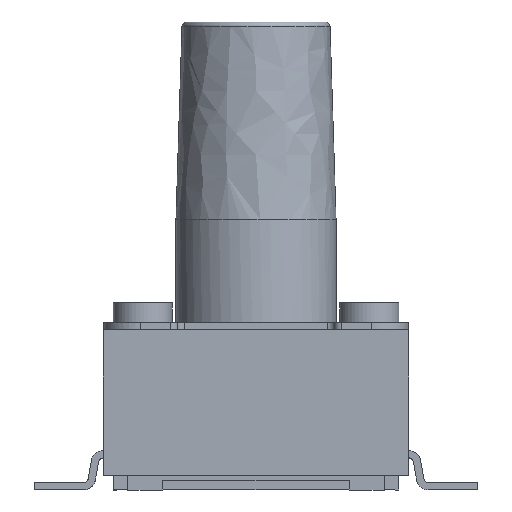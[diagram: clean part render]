
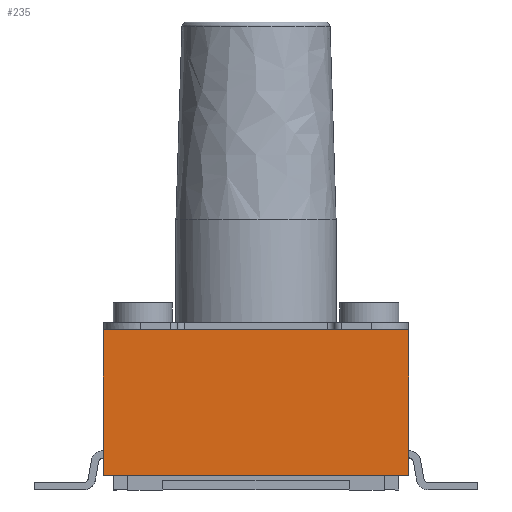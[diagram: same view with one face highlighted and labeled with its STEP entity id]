
A CAD part, front view. The second image highlights one B-rep face of the part: STEP entity #235.
In plain terms, the highlighted planar face has unit normal (0, -1, 0).
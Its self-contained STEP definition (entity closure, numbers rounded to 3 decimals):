
#235=ADVANCED_FACE('',(#391),#5653,.T.);
#391=FACE_OUTER_BOUND('',#549,.T.);
#549=EDGE_LOOP('',(#905,#906,#907,#908));
#905=ORIENTED_EDGE('',*,*,#3888,.T.);
#906=ORIENTED_EDGE('',*,*,#3789,.F.);
#907=ORIENTED_EDGE('',*,*,#3885,.F.);
#908=ORIENTED_EDGE('',*,*,#3826,.F.);
#1712=PCURVE('',#5622,#2520);
#1756=PCURVE('',#5627,#2564);
#1887=PCURVE('',#5652,#2695);
#1896=PCURVE('',#5653,#2704);
#1897=PCURVE('',#5653,#2705);
#1898=PCURVE('',#5653,#2706);
#1899=PCURVE('',#5653,#2707);
#1905=PCURVE('',#5654,#2713);
#2520=DEFINITIONAL_REPRESENTATION('',(#4303),#12452);
#2564=DEFINITIONAL_REPRESENTATION('',(#4382),#12452);
#2695=DEFINITIONAL_REPRESENTATION('',(#4572),#12452);
#2704=DEFINITIONAL_REPRESENTATION('',(#4584),#12452);
#2705=DEFINITIONAL_REPRESENTATION('',(#4585),#12452);
#2706=DEFINITIONAL_REPRESENTATION('',(#4586),#12452);
#2707=DEFINITIONAL_REPRESENTATION('',(#4587),#12452);
#2713=DEFINITIONAL_REPRESENTATION('',(#4595),#12452);
#3325=SURFACE_CURVE('',#4302,(#1712,#1897),.PCURVE_S1.);
#3362=SURFACE_CURVE('',#4381,(#1756,#1899),.PCURVE_S1.);
#3421=SURFACE_CURVE('',#4571,(#1887,#1898),.PCURVE_S1.);
#3424=SURFACE_CURVE('',#4583,(#1896,#1905),.PCURVE_S1.);
#3789=EDGE_CURVE('',#5341,#5340,#3325,.T.);
#3826=EDGE_CURVE('',#5370,#5372,#3362,.T.);
#3885=EDGE_CURVE('',#5372,#5341,#3421,.T.);
#3888=EDGE_CURVE('',#5370,#5340,#3424,.T.);
#4302=B_SPLINE_CURVE_WITH_KNOTS('',1,(#6284,#6285),.UNSPECIFIED.,.F.,.F.,
(2,2),(0.,6.2),.UNSPECIFIED.);
#4303=B_SPLINE_CURVE_WITH_KNOTS('',1,(#6286,#6287),.UNSPECIFIED.,.F.,.F.,
(2,2),(0.,6.2),.UNSPECIFIED.);
#4381=B_SPLINE_CURVE_WITH_KNOTS('',1,(#6572,#6573),.UNSPECIFIED.,.F.,.F.,
(2,2),(0.,6.2),.UNSPECIFIED.);
#4382=B_SPLINE_CURVE_WITH_KNOTS('',1,(#6574,#6575),.UNSPECIFIED.,.F.,.F.,
(2,2),(0.,6.2),.UNSPECIFIED.);
#4571=B_SPLINE_CURVE_WITH_KNOTS('',1,(#6956,#6957),.UNSPECIFIED.,.F.,.F.,
(2,2),(-2.95,0.),.UNSPECIFIED.);
#4572=B_SPLINE_CURVE_WITH_KNOTS('',1,(#6958,#6959),.UNSPECIFIED.,.F.,.F.,
(2,2),(-2.95,0.),.UNSPECIFIED.);
#4583=B_SPLINE_CURVE_WITH_KNOTS('',1,(#6984,#6985),.UNSPECIFIED.,.F.,.F.,
(2,2),(-2.95,0.),.UNSPECIFIED.);
#4584=B_SPLINE_CURVE_WITH_KNOTS('',1,(#6986,#6987),.UNSPECIFIED.,.F.,.F.,
(2,2),(-2.95,0.),.UNSPECIFIED.);
#4585=B_SPLINE_CURVE_WITH_KNOTS('',1,(#6988,#6989),.UNSPECIFIED.,.F.,.F.,
(2,2),(0.,6.2),.UNSPECIFIED.);
#4586=B_SPLINE_CURVE_WITH_KNOTS('',1,(#6990,#6991),.UNSPECIFIED.,.F.,.F.,
(2,2),(-2.95,0.),.UNSPECIFIED.);
#4587=B_SPLINE_CURVE_WITH_KNOTS('',1,(#6992,#6993),.UNSPECIFIED.,.F.,.F.,
(2,2),(0.,6.2),.UNSPECIFIED.);
#4595=B_SPLINE_CURVE_WITH_KNOTS('',1,(#7012,#7013),.UNSPECIFIED.,.F.,.F.,
(2,2),(-2.95,0.),.UNSPECIFIED.);
#5340=VERTEX_POINT('',#6033);
#5341=VERTEX_POINT('',#6034);
#5370=VERTEX_POINT('',#6063);
#5372=VERTEX_POINT('',#6065);
#5622=PLANE('',#5744);
#5627=PLANE('',#5749);
#5652=PLANE('',#5774);
#5653=PLANE('',#5775);
#5654=PLANE('',#5776);
#5744=AXIS2_PLACEMENT_3D('',#5954,#5849,$);
#5749=AXIS2_PLACEMENT_3D('',#5959,#5854,$);
#5774=AXIS2_PLACEMENT_3D('',#5984,#5879,$);
#5775=AXIS2_PLACEMENT_3D('',#5985,#5880,$);
#5776=AXIS2_PLACEMENT_3D('',#5986,#5881,$);
#5849=DIRECTION('',(0.,0.,1.));
#5854=DIRECTION('',(0.,0.,-1.));
#5879=DIRECTION('',(-1.,0.,0.));
#5880=DIRECTION('',(0.,-1.,0.));
#5881=DIRECTION('',(1.,0.,0.));
#5954=CARTESIAN_POINT('',(-3.732,-3.732,3.25));
#5959=CARTESIAN_POINT('',(3.732,-3.732,0.3));
#5984=CARTESIAN_POINT('',(-3.1,-3.732,3.557));
#5985=CARTESIAN_POINT('',(-3.732,-3.1,-0.007));
#5986=CARTESIAN_POINT('',(3.1,-3.732,-0.007));
#6033=CARTESIAN_POINT('',(3.1,-3.1,3.25));
#6034=CARTESIAN_POINT('',(-3.1,-3.1,3.25));
#6063=CARTESIAN_POINT('',(3.1,-3.1,0.3));
#6065=CARTESIAN_POINT('',(-3.1,-3.1,0.3));
#6284=CARTESIAN_POINT('',(-3.1,-3.1,3.25));
#6285=CARTESIAN_POINT('',(3.1,-3.1,3.25));
#6286=CARTESIAN_POINT('',(0.,0.));
#6287=CARTESIAN_POINT('',(6.2,0.));
#6572=CARTESIAN_POINT('',(3.1,-3.1,0.3));
#6573=CARTESIAN_POINT('',(-3.1,-3.1,0.3));
#6574=CARTESIAN_POINT('',(0.,0.));
#6575=CARTESIAN_POINT('',(6.2,0.));
#6956=CARTESIAN_POINT('',(-3.1,-3.1,0.3));
#6957=CARTESIAN_POINT('',(-3.1,-3.1,3.25));
#6958=CARTESIAN_POINT('',(-6.2,2.95));
#6959=CARTESIAN_POINT('',(-6.2,0.));
#6984=CARTESIAN_POINT('',(3.1,-3.1,0.3));
#6985=CARTESIAN_POINT('',(3.1,-3.1,3.25));
#6986=CARTESIAN_POINT('',(6.2,-2.95));
#6987=CARTESIAN_POINT('',(6.2,0.));
#6988=CARTESIAN_POINT('',(0.,0.));
#6989=CARTESIAN_POINT('',(6.2,0.));
#6990=CARTESIAN_POINT('',(0.,-2.95));
#6991=CARTESIAN_POINT('',(0.,0.));
#6992=CARTESIAN_POINT('',(6.2,-2.95));
#6993=CARTESIAN_POINT('',(0.,-2.95));
#7012=CARTESIAN_POINT('',(0.,-2.95));
#7013=CARTESIAN_POINT('',(0.,0.));
#12452=(
GEOMETRIC_REPRESENTATION_CONTEXT(2)
PARAMETRIC_REPRESENTATION_CONTEXT()
REPRESENTATION_CONTEXT('pspace','')
);
